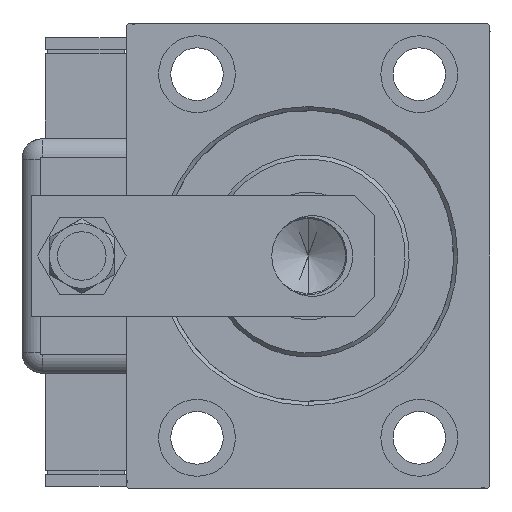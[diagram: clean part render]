
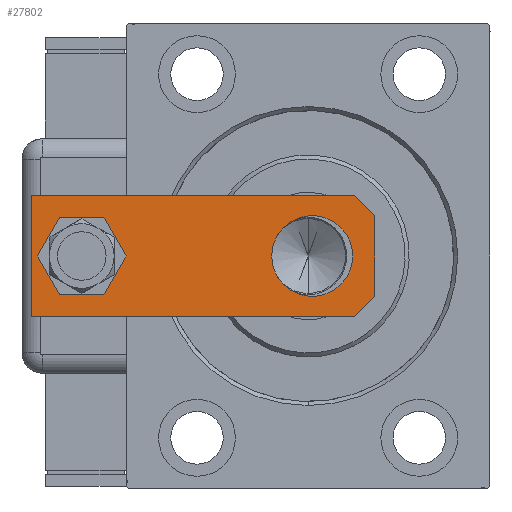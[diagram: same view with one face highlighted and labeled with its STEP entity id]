
A CAD part, left-side view. The second image highlights one B-rep face of the part: STEP entity #27802.
In plain terms, the highlighted face is planar.
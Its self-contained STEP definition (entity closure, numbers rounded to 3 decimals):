
#1227 = VECTOR ( 'NONE', #57951, 1000. ) ;
#1846 = ORIENTED_EDGE ( 'NONE', *, *, #33452, .F. ) ;
#2977 = DIRECTION ( 'NONE',  ( 1., 0., 0. ) ) ;
#4565 = CARTESIAN_POINT ( 'NONE',  ( 10., 0., 0. ) ) ;
#5050 = AXIS2_PLACEMENT_3D ( 'NONE', #38770, #29708, #5499 ) ;
#5499 = DIRECTION ( 'NONE',  ( 1., 0., 0. ) ) ;
#5606 = VERTEX_POINT ( 'NONE', #41670 ) ;
#5627 = DIRECTION ( 'NONE',  ( -1., 0., 0. ) ) ;
#5793 = ORIENTED_EDGE ( 'NONE', *, *, #15694, .T. ) ;
#6036 = EDGE_CURVE ( 'NONE', #5606, #22946, #45518, .T. ) ;
#6116 = AXIS2_PLACEMENT_3D ( 'NONE', #30804, #21414, #17177 ) ;
#6254 = VERTEX_POINT ( 'NONE', #17643 ) ;
#7203 = VECTOR ( 'NONE', #5627, 1000. ) ;
#8026 = DIRECTION ( 'NONE',  ( 0., 0., 1. ) ) ;
#8186 = VERTEX_POINT ( 'NONE', #4565 ) ;
#8815 = CARTESIAN_POINT ( 'NONE',  ( -15., 0., 0. ) ) ;
#8870 = LINE ( 'NONE', #9181, #56555 ) ;
#9181 = CARTESIAN_POINT ( 'NONE',  ( 15., 0., 0. ) ) ;
#11633 = CARTESIAN_POINT ( 'NONE',  ( 15., 5., 0. ) ) ;
#12677 = AXIS2_PLACEMENT_3D ( 'NONE', #27075, #8026, #36461 ) ;
#13854 = LINE ( 'NONE', #22927, #47851 ) ;
#15694 = EDGE_CURVE ( 'NONE', #30980, #54730, #29320, .T. ) ;
#16112 = CIRCLE ( 'NONE', #19946, 7. ) ;
#17177 = DIRECTION ( 'NONE',  ( 1., 0., 0. ) ) ;
#17643 = CARTESIAN_POINT ( 'NONE',  ( -15., 5., 0. ) ) ;
#18234 = ORIENTED_EDGE ( 'NONE', *, *, #34550, .F. ) ;
#18259 = DIRECTION ( 'NONE',  ( 0., 1., 0. ) ) ;
#18484 = CARTESIAN_POINT ( 'NONE',  ( 15., 5., 0. ) ) ;
#19172 = ORIENTED_EDGE ( 'NONE', *, *, #44493, .F. ) ;
#19732 = FACE_BOUND ( 'NONE', #32739, .T. ) ;
#19946 = AXIS2_PLACEMENT_3D ( 'NONE', #27192, #35386, #2977 ) ;
#20147 = LINE ( 'NONE', #28340, #58382 ) ;
#20316 = FACE_OUTER_BOUND ( 'NONE', #23739, .T. ) ;
#20601 = AXIS2_PLACEMENT_3D ( 'NONE', #40914, #49420, #59094 ) ;
#21414 = DIRECTION ( 'NONE',  ( 0., 0., 1. ) ) ;
#21975 = CARTESIAN_POINT ( 'NONE',  ( 7., 72.5, 0. ) ) ;
#22927 = CARTESIAN_POINT ( 'NONE',  ( -10., 0., 0. ) ) ;
#22946 = VERTEX_POINT ( 'NONE', #37464 ) ;
#23049 = LINE ( 'NONE', #8815, #35451 ) ;
#23739 = EDGE_LOOP ( 'NONE', ( #19172, #29782, #43316, #1846, #18234, #26112 ) ) ;
#24421 = VERTEX_POINT ( 'NONE', #35273 ) ;
#24567 = PLANE ( 'NONE',  #5050 ) ;
#26112 = ORIENTED_EDGE ( 'NONE', *, *, #55191, .T. ) ;
#27075 = CARTESIAN_POINT ( 'NONE',  ( 0., 15.5, 0. ) ) ;
#27192 = CARTESIAN_POINT ( 'NONE',  ( 0., 72.5, 0. ) ) ;
#27802 = ADVANCED_FACE ( 'NONE', ( #20316, #47593, #19732 ), #24567, .F. ) ;
#28340 = CARTESIAN_POINT ( 'NONE',  ( -15., 85., 0. ) ) ;
#29320 = CIRCLE ( 'NONE', #6116, 7. ) ;
#29708 = DIRECTION ( 'NONE',  ( 0., 0., 1. ) ) ;
#29782 = ORIENTED_EDGE ( 'NONE', *, *, #34165, .T. ) ;
#29843 = CARTESIAN_POINT ( 'NONE',  ( 15., 85., 0. ) ) ;
#30804 = CARTESIAN_POINT ( 'NONE',  ( 0., 72.5, 0. ) ) ;
#30980 = VERTEX_POINT ( 'NONE', #47568 ) ;
#32652 = EDGE_CURVE ( 'NONE', #50866, #6254, #20147, .T. ) ;
#32739 = EDGE_LOOP ( 'NONE', ( #43968, #54271 ) ) ;
#33452 = EDGE_CURVE ( 'NONE', #24421, #50866, #42248, .T. ) ;
#34165 = EDGE_CURVE ( 'NONE', #44343, #6254, #13854, .T. ) ;
#34550 = EDGE_CURVE ( 'NONE', #52815, #24421, #8870, .T. ) ;
#35273 = CARTESIAN_POINT ( 'NONE',  ( 15., 85., 0. ) ) ;
#35386 = DIRECTION ( 'NONE',  ( 0., 0., 1. ) ) ;
#35451 = VECTOR ( 'NONE', #54841, 1000. ) ;
#36461 = DIRECTION ( 'NONE',  ( 1., 0., 0. ) ) ;
#37464 = CARTESIAN_POINT ( 'NONE',  ( 10., 15.5, 0. ) ) ;
#38770 = CARTESIAN_POINT ( 'NONE',  ( 0., 0., 0. ) ) ;
#38954 = CIRCLE ( 'NONE', #20601, 10. ) ;
#40914 = CARTESIAN_POINT ( 'NONE',  ( 0., 15.5, 0. ) ) ;
#41670 = CARTESIAN_POINT ( 'NONE',  ( -10., 15.5, 0. ) ) ;
#42248 = LINE ( 'NONE', #29843, #7203 ) ;
#42999 = EDGE_CURVE ( 'NONE', #54730, #30980, #16112, .T. ) ;
#43316 = ORIENTED_EDGE ( 'NONE', *, *, #32652, .F. ) ;
#43968 = ORIENTED_EDGE ( 'NONE', *, *, #6036, .T. ) ;
#44343 = VERTEX_POINT ( 'NONE', #51336 ) ;
#44493 = EDGE_CURVE ( 'NONE', #44343, #8186, #23049, .T. ) ;
#45518 = CIRCLE ( 'NONE', #12677, 10. ) ;
#47568 = CARTESIAN_POINT ( 'NONE',  ( -7., 72.5, 0. ) ) ;
#47593 = FACE_BOUND ( 'NONE', #52483, .T. ) ;
#47851 = VECTOR ( 'NONE', #59865, 1000. ) ;
#47905 = CARTESIAN_POINT ( 'NONE',  ( -15., 85., 0. ) ) ;
#49420 = DIRECTION ( 'NONE',  ( 0., 0., 1. ) ) ;
#50109 = ORIENTED_EDGE ( 'NONE', *, *, #42999, .T. ) ;
#50866 = VERTEX_POINT ( 'NONE', #47905 ) ;
#51336 = CARTESIAN_POINT ( 'NONE',  ( -10., 0., 0. ) ) ;
#52483 = EDGE_LOOP ( 'NONE', ( #5793, #50109 ) ) ;
#52815 = VERTEX_POINT ( 'NONE', #18484 ) ;
#53142 = DIRECTION ( 'NONE',  ( 0., -1., 0. ) ) ;
#54271 = ORIENTED_EDGE ( 'NONE', *, *, #56986, .T. ) ;
#54730 = VERTEX_POINT ( 'NONE', #21975 ) ;
#54841 = DIRECTION ( 'NONE',  ( 1., 0., 0. ) ) ;
#55191 = EDGE_CURVE ( 'NONE', #52815, #8186, #57657, .T. ) ;
#56555 = VECTOR ( 'NONE', #18259, 1000. ) ;
#56986 = EDGE_CURVE ( 'NONE', #22946, #5606, #38954, .T. ) ;
#57657 = LINE ( 'NONE', #11633, #1227 ) ;
#57951 = DIRECTION ( 'NONE',  ( -0.707, -0.707, 0. ) ) ;
#58382 = VECTOR ( 'NONE', #53142, 1000. ) ;
#59094 = DIRECTION ( 'NONE',  ( 1., 0., 0. ) ) ;
#59865 = DIRECTION ( 'NONE',  ( -0.707, 0.707, 0. ) ) ;
